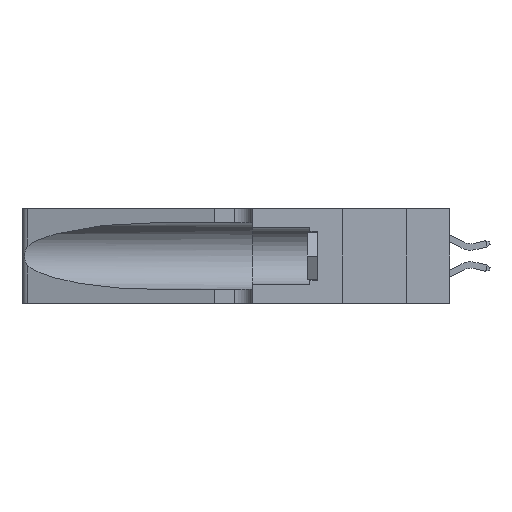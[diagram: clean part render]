
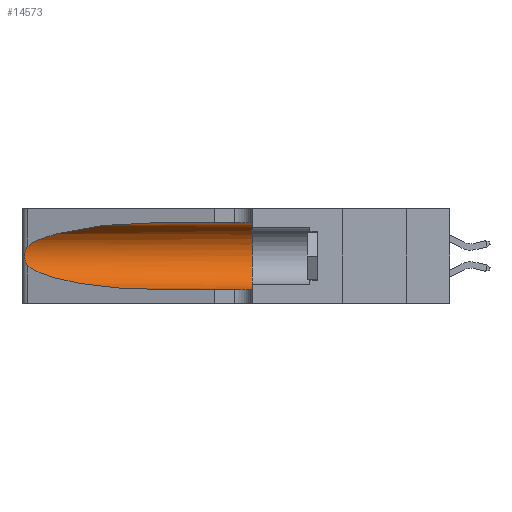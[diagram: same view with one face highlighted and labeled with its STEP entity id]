
A CAD part, left-side view. The second image highlights one B-rep face of the part: STEP entity #14573.
In plain terms, the highlighted cylindrical face has radius 3.308 mm (diameter 6.617 mm), a partial arc.
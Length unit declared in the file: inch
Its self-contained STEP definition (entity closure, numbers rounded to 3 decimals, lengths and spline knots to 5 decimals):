
#967 = CARTESIAN_POINT ( 'NONE',  ( 0.25787, 1.23484, 0.2124 ) ) ;
#1401 =( BOUNDED_CURVE ( )  B_SPLINE_CURVE ( 3, ( #14509, #7512, #14692, #2840 ),
 .UNSPECIFIED., .F., .T. ) 
 B_SPLINE_CURVE_WITH_KNOTS ( ( 4, 4 ),
 ( 3.44316, 4.71239 ),
 .UNSPECIFIED. ) 
 CURVE ( )  GEOMETRIC_REPRESENTATION_ITEM ( )  RATIONAL_B_SPLINE_CURVE ( ( 1., 0.87, 0.87, 1. ) ) 
 REPRESENTATION_ITEM ( '' )  );
#1623 = EDGE_CURVE ( 'NONE', #1901, #25509, #12664, .T. ) ;
#1901 = VERTEX_POINT ( 'NONE', #14385 ) ;
#2111 = CYLINDRICAL_SURFACE ( 'NONE', #13372, 0.13025 ) ;
#2155 = CARTESIAN_POINT ( 'NONE',  ( 0.1305, 0.72297, 0.05475 ) ) ;
#2172 = ORIENTED_EDGE ( 'NONE', *, *, #19170, .T. ) ;
#2840 = CARTESIAN_POINT ( 'NONE',  ( 0.1305, 0.72297, 0.05475 ) ) ;
#3721 = CARTESIAN_POINT ( 'NONE',  ( 0.25854, 1.2359, 0.20912 ) ) ;
#4222 = CARTESIAN_POINT ( 'NONE',  ( 0.25856, 1.23593, 0.16098 ) ) ;
#5621 = VERTEX_POINT ( 'NONE', #27397 ) ;
#6229 = CARTESIAN_POINT ( 'NONE',  ( 0.25555, 1.22993, 0.14849 ) ) ;
#6728 = DIRECTION ( 'NONE',  ( 0., 1., 0. ) ) ;
#7382 = AXIS2_PLACEMENT_3D ( 'NONE', #28073, #6728, #30926 ) ;
#7512 = CARTESIAN_POINT ( 'NONE',  ( 0.2373, 1.15595, 0.08982 ) ) ;
#7847 = EDGE_LOOP ( 'NONE', ( #2172, #8305, #12835, #9982, #15415, #25943 ) ) ;
#8305 = ORIENTED_EDGE ( 'NONE', *, *, #21801, .T. ) ;
#8316 = CARTESIAN_POINT ( 'NONE',  ( 0.1305, 0.72297, 0.31525 ) ) ;
#9181 = FACE_OUTER_BOUND ( 'NONE', #7847, .T. ) ;
#9982 = ORIENTED_EDGE ( 'NONE', *, *, #13890, .T. ) ;
#10148 = CARTESIAN_POINT ( 'NONE',  ( 0.25487, 1.22718, 0.14631 ) ) ;
#10867 = DIRECTION ( 'NONE',  ( 0., -1., 0. ) ) ;
#11969 = VERTEX_POINT ( 'NONE', #2155 ) ;
#12664 = LINE ( 'NONE', #13949, #25700 ) ;
#12712 = CARTESIAN_POINT ( 'NONE',  ( 0.2373, 1.15595, 0.28018 ) ) ;
#12835 = ORIENTED_EDGE ( 'NONE', *, *, #15967, .T. ) ;
#13352 = CIRCLE ( 'NONE', #7382, 0.13025 ) ;
#13372 = AXIS2_PLACEMENT_3D ( 'NONE', #27296, #20800, #28137 ) ;
#13488 = CARTESIAN_POINT ( 'NONE',  ( 0.1305, 1.61858, 0.05475 ) ) ;
#13725 = EDGE_CURVE ( 'NONE', #25509, #22987, #13352, .T. ) ;
#13890 = EDGE_CURVE ( 'NONE', #11969, #22987, #16314, .T. ) ;
#13949 = CARTESIAN_POINT ( 'NONE',  ( 0.1305, 1.61858, 0.31525 ) ) ;
#14385 = CARTESIAN_POINT ( 'NONE',  ( 0.1305, 0.72297, 0.31525 ) ) ;
#14509 = CARTESIAN_POINT ( 'NONE',  ( 0.25487, 1.22718, 0.14631 ) ) ;
#14573 = ADVANCED_FACE ( 'NONE', ( #9181 ), #2111, .F. ) ;
#14692 = CARTESIAN_POINT ( 'NONE',  ( 0.18966, 0.96281, 0.05475 ) ) ;
#15233 = CARTESIAN_POINT ( 'NONE',  ( 0.25487, 1.22718, 0.22369 ) ) ;
#15415 = ORIENTED_EDGE ( 'NONE', *, *, #13725, .F. ) ;
#15967 = EDGE_CURVE ( 'NONE', #19209, #11969, #1401, .T. ) ;
#16314 = LINE ( 'NONE', #13488, #24862 ) ;
#16479 = B_SPLINE_CURVE_WITH_KNOTS ( 'NONE', 3,
 ( #26861, #22117, #25031, #967, #3721, #24824, #29693, #30123, #22942, #4222, #25678, #27888, #6229, #17021 ),
 .UNSPECIFIED., .F., .F.,
 ( 4, 2, 2, 2, 2, 2, 4 ),
 ( 0., 0.00027, 0.00053, 0.00107, 0.0016, 0.00187, 0.00214 ),
 .UNSPECIFIED. ) ;
#17021 = CARTESIAN_POINT ( 'NONE',  ( 0.25487, 1.22718, 0.14631 ) ) ;
#18758 =( BOUNDED_CURVE ( )  B_SPLINE_CURVE ( 3, ( #8316, #29839, #12712, #15233 ),
 .UNSPECIFIED., .F., .F. ) 
 B_SPLINE_CURVE_WITH_KNOTS ( ( 4, 4 ),
 ( 1.5708, 2.84003 ),
 .UNSPECIFIED. ) 
 CURVE ( )  GEOMETRIC_REPRESENTATION_ITEM ( )  RATIONAL_B_SPLINE_CURVE ( ( 1., 0.87, 0.87, 1. ) ) 
 REPRESENTATION_ITEM ( '' )  );
#19170 = EDGE_CURVE ( 'NONE', #1901, #5621, #18758, .T. ) ;
#19209 = VERTEX_POINT ( 'NONE', #10148 ) ;
#20800 = DIRECTION ( 'NONE',  ( 0., -1., 0. ) ) ;
#21801 = EDGE_CURVE ( 'NONE', #5621, #19209, #16479, .T. ) ;
#22117 = CARTESIAN_POINT ( 'NONE',  ( 0.25555, 1.22994, 0.2215 ) ) ;
#22942 = CARTESIAN_POINT ( 'NONE',  ( 0.26017, 1.23833, 0.17102 ) ) ;
#22987 = VERTEX_POINT ( 'NONE', #23513 ) ;
#23513 = CARTESIAN_POINT ( 'NONE',  ( 0.1305, 0.35, 0.05475 ) ) ;
#24021 = CARTESIAN_POINT ( 'NONE',  ( 0.1305, 0.35, 0.31525 ) ) ;
#24824 = CARTESIAN_POINT ( 'NONE',  ( 0.26018, 1.23835, 0.19895 ) ) ;
#24862 = VECTOR ( 'NONE', #10867, 39.37008 ) ;
#25031 = CARTESIAN_POINT ( 'NONE',  ( 0.25639, 1.23184, 0.21858 ) ) ;
#25509 = VERTEX_POINT ( 'NONE', #24021 ) ;
#25678 = CARTESIAN_POINT ( 'NONE',  ( 0.25789, 1.23486, 0.15765 ) ) ;
#25700 = VECTOR ( 'NONE', #27831, 39.37008 ) ;
#25943 = ORIENTED_EDGE ( 'NONE', *, *, #1623, .F. ) ;
#26861 = CARTESIAN_POINT ( 'NONE',  ( 0.25487, 1.22718, 0.22369 ) ) ;
#27296 = CARTESIAN_POINT ( 'NONE',  ( 0.1305, 1.61858, 0.185 ) ) ;
#27397 = CARTESIAN_POINT ( 'NONE',  ( 0.25487, 1.22718, 0.22369 ) ) ;
#27831 = DIRECTION ( 'NONE',  ( 0., -1., 0. ) ) ;
#27888 = CARTESIAN_POINT ( 'NONE',  ( 0.25639, 1.23186, 0.15144 ) ) ;
#28073 = CARTESIAN_POINT ( 'NONE',  ( 0.1305, 0.35, 0.185 ) ) ;
#28137 = DIRECTION ( 'NONE',  ( 0., 0., -1. ) ) ;
#29693 = CARTESIAN_POINT ( 'NONE',  ( 0.26075, 1.23896, 0.19203 ) ) ;
#29839 = CARTESIAN_POINT ( 'NONE',  ( 0.18966, 0.96281, 0.31525 ) ) ;
#30123 = CARTESIAN_POINT ( 'NONE',  ( 0.26075, 1.23896, 0.178 ) ) ;
#30926 = DIRECTION ( 'NONE',  ( 0., 0., 1. ) ) ;
